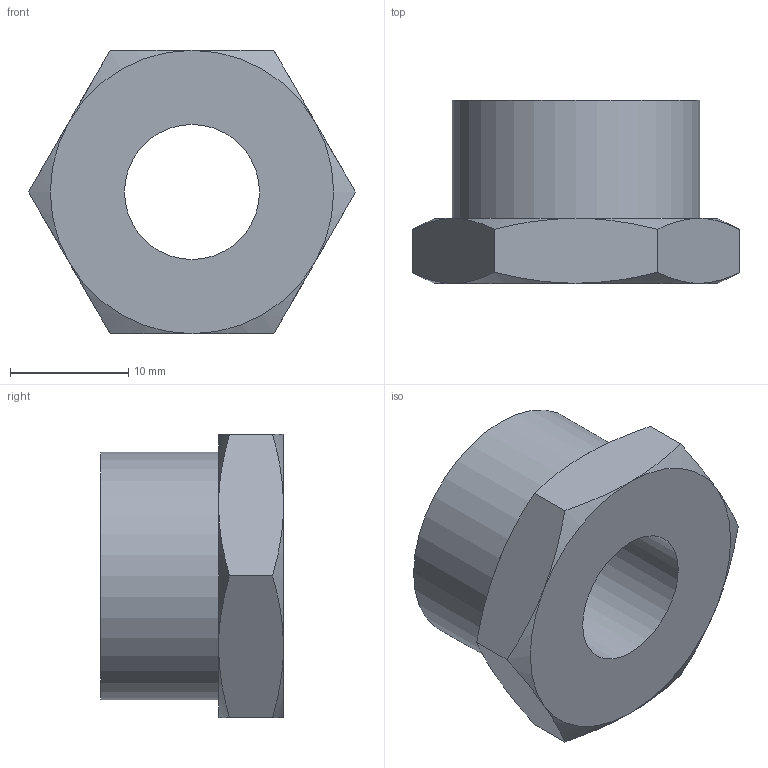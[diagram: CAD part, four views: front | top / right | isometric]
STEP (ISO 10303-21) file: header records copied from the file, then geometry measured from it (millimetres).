
FILE_DESCRIPTION((''),'2;1');
FILE_NAME('1011_Anschlussnippel_1_2.stp','2012-02-24T12:40:25',('pascalzweiacker'),(''),'Autodesk Inventor 2012','Autodesk Inventor 2012','');
FILE_SCHEMA(('AUTOMOTIVE_DESIGN { 1 0 10303 214 1 1 1 1 }'));
Length unit declared in the file: millimetre
Products named in the file (1): 1011_Anschlussnippel_1_2
Bounding box: 27.71 x 15.5 x 24 mm (x, y, z)
Volume: 4571.7 mm3; surface area: 2422.8 mm2
Topology: 1 solids, 1 shells, 23 faces, 48 edges, 28 vertices
Faces by surface type: cone 12, plane 9, cylinder 2
Full cylindrical faces by diameter (mm): 11.445 x1, 20.955 x1
Entity records: 598 total; most frequent: CARTESIAN_POINT 146, ORIENTED_EDGE 92, DIRECTION 86, EDGE_CURVE 46, AXIS2_PLACEMENT_3D 40, VERTEX_POINT 28, EDGE_LOOP 28, FACE_OUTER_BOUND 23
